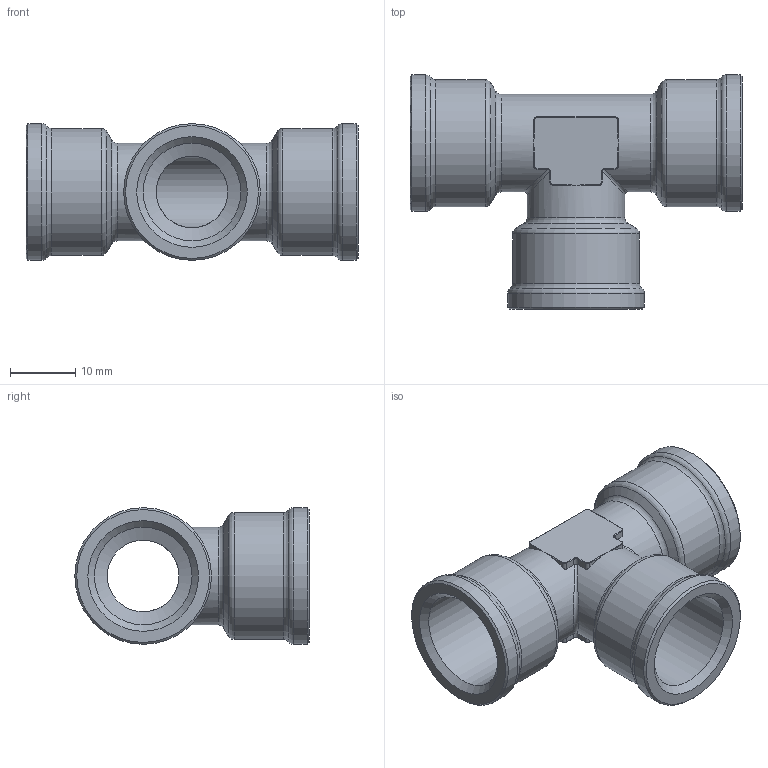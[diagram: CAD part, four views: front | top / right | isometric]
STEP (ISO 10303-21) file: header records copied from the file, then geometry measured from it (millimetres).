
FILE_DESCRIPTION(( 'RAL.23.38.38.stp' ), '1');
FILE_NAME( 'RAL.23.38.38.stp', '2021-02-22T10:31:59',( 'Sopra'),('sopra-pneumatic.com'), 'SwSTEP 2.0','SolidWorks 2009','' );
FILE_SCHEMA( ( 'CONFIG_CONTROL_DESIGN' ) );
Length unit declared in the file: millimetre
Products named in the file (1): <00C-0039-LF>-<Raccordo2>
Bounding box: 51 x 36 x 21 mm (x, y, z)
Volume: 7766.2 mm3; surface area: 7420.3 mm2
Topology: 1 solids, 1 shells, 132 faces, 330 edges, 187 vertices
Faces by surface type: cylinder 51, torus 28, plane 27, bspline 14, cone 12
Full cylindrical faces by diameter (mm): 11 x2, 15 x5, 19.5 x3, 21 x3
Entity records: 4098 total; most frequent: CARTESIAN_POINT 1265, DIRECTION 602, ORIENTED_EDGE 534, EDGE_CURVE 267, AXIS2_PLACEMENT_3D 258, VERTEX_POINT 175, EDGE_LOOP 174, FACE_OUTER_BOUND 157
